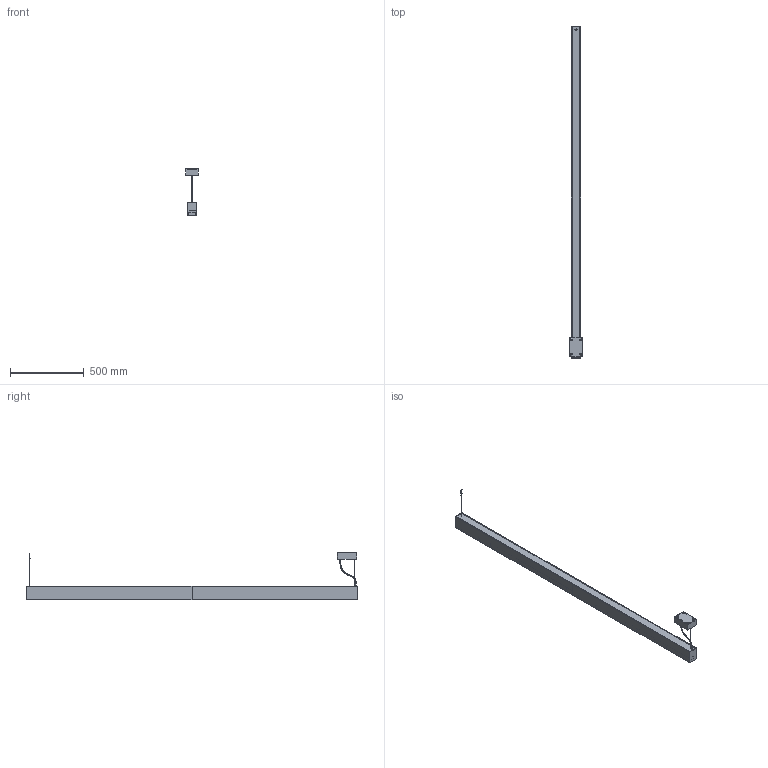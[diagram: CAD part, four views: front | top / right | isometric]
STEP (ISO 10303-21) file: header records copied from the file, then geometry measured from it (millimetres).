
FILE_DESCRIPTION(/* description */ (''),/* implementation_level */ '2;1');
FILE_NAME(/* name */ 'SMART OFFICE 2X',/* time_stamp */ '2018-02-13T11:31:19+01:00',/* author */ (''),/* organization */ (''),/* preprocessor_version */ 'ST-DEVELOPER v15',/* originating_system */ '',/* authorisation */ '');
FILE_SCHEMA (('CONFIG_CONTROL_DESIGN'));
Length unit declared in the file: millimetre
Products named in the file (1): Document
Bounding box: 87.61 x 2249 x 320.25 mm (x, y, z)
Volume: 33368.3 mm3; surface area: 1218188.1 mm2
Topology: 6 solids, 16 shells, 1310 faces, 3466 edges, 2128 vertices
Faces by surface type: bspline 1101, plane 209
Entity records: 59923 total; most frequent: CARTESIAN_POINT 41660, ORIENTED_EDGE 6203, EDGE_CURVE 3415, VERTEX_POINT 2128, B_SPLINE_CURVE_WITH_KNOTS 1689, EDGE_LOOP 1371, ADVANCED_FACE 1309, FACE_OUTER_BOUND 1309
